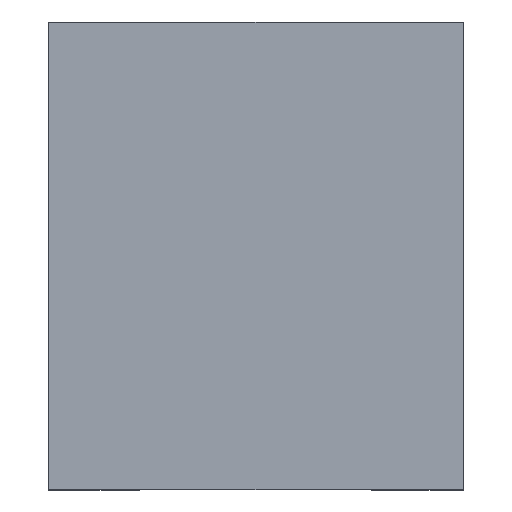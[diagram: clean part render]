
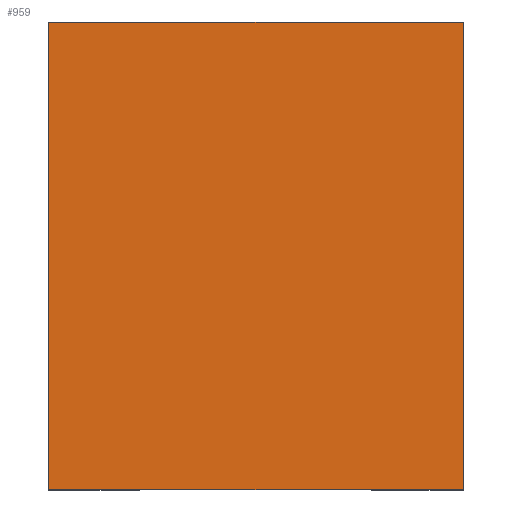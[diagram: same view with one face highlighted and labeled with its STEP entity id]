
A CAD part, top view. The second image highlights one B-rep face of the part: STEP entity #959.
In plain terms, the highlighted planar face has unit normal (0, 0, 1).
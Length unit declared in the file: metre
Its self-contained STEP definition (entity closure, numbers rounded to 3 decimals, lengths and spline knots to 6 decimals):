
#156=ORIENTED_EDGE('',*,*,#353,.F.);
#157=ORIENTED_EDGE('',*,*,#396,.T.);
#158=ORIENTED_EDGE('',*,*,#390,.T.);
#159=ORIENTED_EDGE('',*,*,#343,.F.);
#343=EDGE_CURVE('',#478,#479,#566,.T.);
#353=EDGE_CURVE('',#485,#478,#575,.T.);
#390=EDGE_CURVE('',#506,#479,#610,.T.);
#396=EDGE_CURVE('',#485,#506,#616,.T.);
#478=VERTEX_POINT('',#1407);
#479=VERTEX_POINT('',#1409);
#485=VERTEX_POINT('',#1425);
#506=VERTEX_POINT('',#1496);
#566=LINE('',#1408,#696);
#575=LINE('',#1426,#705);
#610=LINE('',#1495,#740);
#616=LINE('',#1506,#746);
#696=VECTOR('',#1127,1.);
#705=VECTOR('',#1140,1.);
#740=VECTOR('',#1203,1.);
#746=VECTOR('',#1211,1.);
#805=EDGE_LOOP('',(#156,#157,#158,#159));
#861=FACE_BOUND('',#805,.T.);
#911=PLANE('',#1028);
#959=ADVANCED_FACE('',(#861),#911,.T.);
#1028=AXIS2_PLACEMENT_3D('',#1505,#1209,#1210);
#1127=DIRECTION('',(-1.,0.,0.));
#1140=DIRECTION('',(0.,-1.,0.));
#1203=DIRECTION('',(0.,-1.,0.));
#1209=DIRECTION('',(0.,0.,1.));
#1210=DIRECTION('',(0.,-1.,0.));
#1211=DIRECTION('',(-1.,0.,0.));
#1407=CARTESIAN_POINT('',(0.155264,-0.101588,0.00363));
#1408=CARTESIAN_POINT('',(0.131506,-0.101588,0.00363));
#1409=CARTESIAN_POINT('',(0.128412,-0.101588,0.00363));
#1425=CARTESIAN_POINT('',(0.155264,-0.071288,0.00363));
#1426=CARTESIAN_POINT('',(0.155264,0.226024,0.00363));
#1495=CARTESIAN_POINT('',(0.128412,0.226024,0.00363));
#1496=CARTESIAN_POINT('',(0.128412,-0.071288,0.00363));
#1505=CARTESIAN_POINT('',(0.131506,0.226024,0.00363));
#1506=CARTESIAN_POINT('',(0.131506,-0.071288,0.00363));
